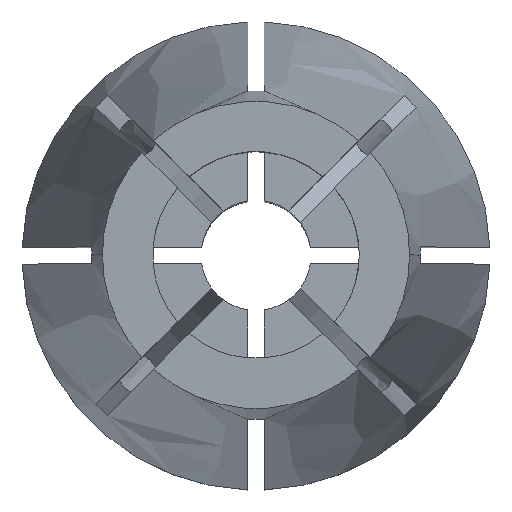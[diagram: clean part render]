
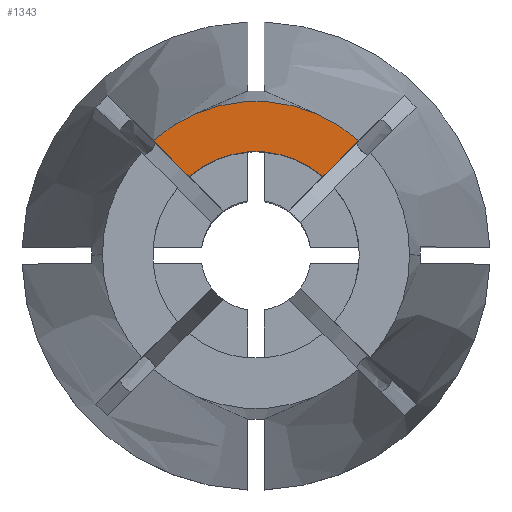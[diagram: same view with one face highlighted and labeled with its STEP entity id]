
A CAD part, top view. The second image highlights one B-rep face of the part: STEP entity #1343.
In plain terms, the highlighted planar face has unit normal (0, 0, 1).
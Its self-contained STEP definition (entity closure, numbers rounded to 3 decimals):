
#186 = VECTOR ( 'NONE', #834, 1000. ) ;
#284 = ORIENTED_EDGE ( 'NONE', *, *, #294, .T. ) ;
#294 = EDGE_CURVE ( 'NONE', #945, #2100, #722, .T. ) ;
#319 = FACE_OUTER_BOUND ( 'NONE', #691, .T. ) ;
#351 = CARTESIAN_POINT ( 'NONE',  ( -3.726, 4.15, 0. ) ) ;
#391 = CARTESIAN_POINT ( 'NONE',  ( 0., 0., 0. ) ) ;
#598 = AXIS2_PLACEMENT_3D ( 'NONE', #2080, #2849, #3402 ) ;
#691 = EDGE_LOOP ( 'NONE', ( #2670, #708, #284, #2456 ) ) ;
#708 = ORIENTED_EDGE ( 'NONE', *, *, #2487, .T. ) ;
#717 = DIRECTION ( 'NONE',  ( 0., 0., 1. ) ) ;
#722 = CIRCLE ( 'NONE', #2220, 5.577 ) ;
#803 = DIRECTION ( 'NONE',  ( -1., 0., 0. ) ) ;
#834 = DIRECTION ( 'NONE',  ( 0.707, 0.707, 0. ) ) ;
#945 = VERTEX_POINT ( 'NONE', #2160 ) ;
#959 = LINE ( 'NONE', #3333, #186 ) ;
#1311 = DIRECTION ( 'NONE',  ( 0., 0., -1. ) ) ;
#1343 = ADVANCED_FACE ( 'NONE', ( #319 ), #2446, .F. ) ;
#1658 = AXIS2_PLACEMENT_3D ( 'NONE', #2111, #1311, #803 ) ;
#1824 = LINE ( 'NONE', #3037, #3247 ) ;
#2049 = VERTEX_POINT ( 'NONE', #2852 ) ;
#2069 = CARTESIAN_POINT ( 'NONE',  ( -2.431, 2.855, 0. ) ) ;
#2080 = CARTESIAN_POINT ( 'NONE',  ( 0., 0., 0. ) ) ;
#2100 = VERTEX_POINT ( 'NONE', #351 ) ;
#2111 = CARTESIAN_POINT ( 'NONE',  ( 0., 0., 0. ) ) ;
#2126 = EDGE_CURVE ( 'NONE', #2100, #3176, #1824, .T. ) ;
#2148 = EDGE_CURVE ( 'NONE', #2049, #3176, #3158, .T. ) ;
#2160 = CARTESIAN_POINT ( 'NONE',  ( 3.726, 4.15, 0. ) ) ;
#2220 = AXIS2_PLACEMENT_3D ( 'NONE', #391, #717, #2822 ) ;
#2446 = PLANE ( 'NONE',  #1658 ) ;
#2456 = ORIENTED_EDGE ( 'NONE', *, *, #2126, .T. ) ;
#2487 = EDGE_CURVE ( 'NONE', #2049, #945, #959, .T. ) ;
#2524 = DIRECTION ( 'NONE',  ( 0.707, -0.707, 0. ) ) ;
#2670 = ORIENTED_EDGE ( 'NONE', *, *, #2148, .F. ) ;
#2822 = DIRECTION ( 'NONE',  ( 1., 0., 0. ) ) ;
#2849 = DIRECTION ( 'NONE',  ( 0., 0., 1. ) ) ;
#2852 = CARTESIAN_POINT ( 'NONE',  ( 2.431, 2.855, 0. ) ) ;
#3037 = CARTESIAN_POINT ( 'NONE',  ( 0.212, 0.212, 0. ) ) ;
#3158 = CIRCLE ( 'NONE', #598, 3.75 ) ;
#3176 = VERTEX_POINT ( 'NONE', #2069 ) ;
#3247 = VECTOR ( 'NONE', #2524, 1000. ) ;
#3333 = CARTESIAN_POINT ( 'NONE',  ( -0.212, 0.212, 0. ) ) ;
#3402 = DIRECTION ( 'NONE',  ( 1., 0., 0. ) ) ;
